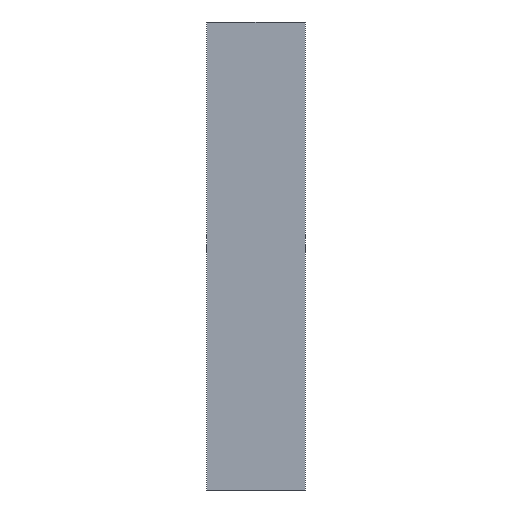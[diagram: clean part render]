
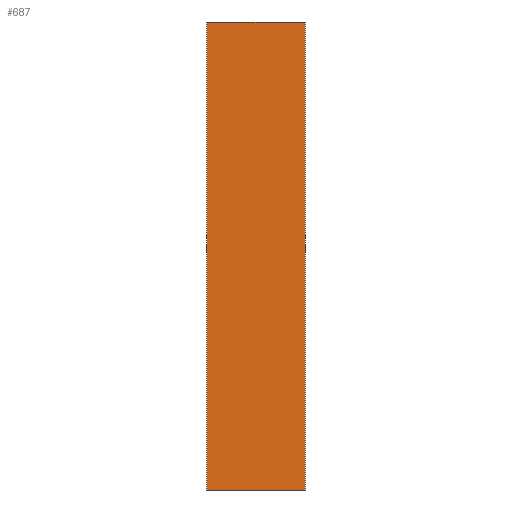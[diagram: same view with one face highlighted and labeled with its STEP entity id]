
A CAD part, front view. The second image highlights one B-rep face of the part: STEP entity #687.
In plain terms, the highlighted planar face has unit normal (0, -1, 0).
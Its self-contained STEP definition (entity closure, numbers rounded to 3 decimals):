
#24=PLANE('',#743);
#53=FACE_OUTER_BOUND('',#89,.T.);
#89=EDGE_LOOP('',(#521,#522,#523,#524));
#142=LINE('',#1093,#212);
#144=LINE('',#1097,#214);
#145=LINE('',#1099,#215);
#146=LINE('',#1100,#216);
#212=VECTOR('',#884,100.);
#214=VECTOR('',#888,21.);
#215=VECTOR('',#889,100.);
#216=VECTOR('',#890,21.);
#315=VERTEX_POINT('',#1090);
#316=VERTEX_POINT('',#1092);
#317=VERTEX_POINT('',#1096);
#318=VERTEX_POINT('',#1098);
#400=EDGE_CURVE('',#316,#315,#142,.T.);
#402=EDGE_CURVE('',#315,#317,#144,.T.);
#403=EDGE_CURVE('',#318,#317,#145,.T.);
#404=EDGE_CURVE('',#318,#316,#146,.T.);
#521=ORIENTED_EDGE('',*,*,#402,.T.);
#522=ORIENTED_EDGE('',*,*,#403,.F.);
#523=ORIENTED_EDGE('',*,*,#404,.T.);
#524=ORIENTED_EDGE('',*,*,#400,.T.);
#687=ADVANCED_FACE('',(#53),#24,.T.);
#743=AXIS2_PLACEMENT_3D('',#1095,#886,#887);
#884=DIRECTION('',(0.,0.,1.));
#886=DIRECTION('center_axis',(0.,-1.,0.));
#887=DIRECTION('ref_axis',(0.,0.,-1.));
#888=DIRECTION('',(-1.,0.,0.));
#889=DIRECTION('',(0.,0.,1.));
#890=DIRECTION('',(1.,0.,0.));
#1090=CARTESIAN_POINT('',(10.5,0.,100.));
#1092=CARTESIAN_POINT('',(10.5,0.,0.));
#1093=CARTESIAN_POINT('',(10.5,0.,0.));
#1095=CARTESIAN_POINT('Origin',(10.5,0.,0.));
#1096=CARTESIAN_POINT('',(-10.5,0.,100.));
#1097=CARTESIAN_POINT('',(-10.5,0.,100.));
#1098=CARTESIAN_POINT('',(-10.5,0.,0.));
#1099=CARTESIAN_POINT('',(-10.5,0.,0.));
#1100=CARTESIAN_POINT('',(-10.5,0.,0.));
